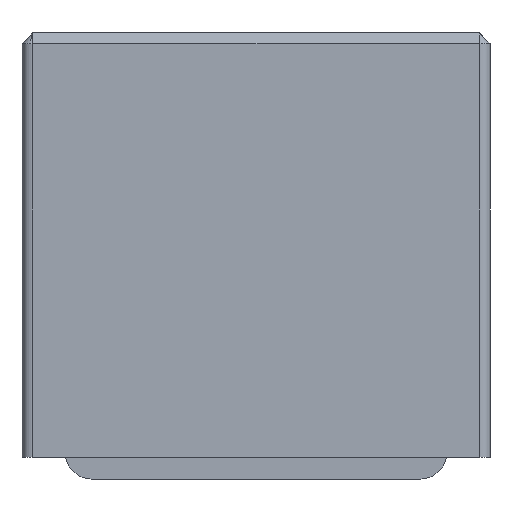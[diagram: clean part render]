
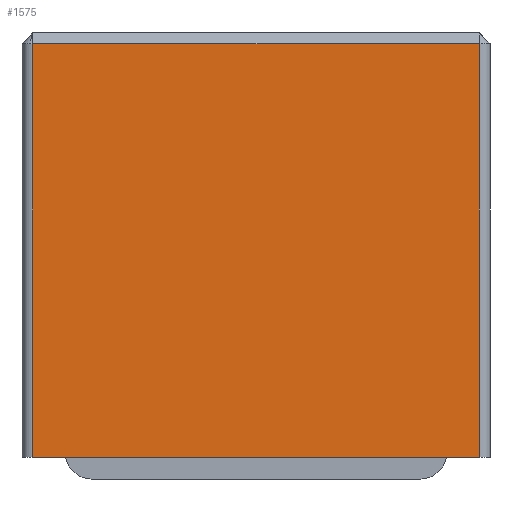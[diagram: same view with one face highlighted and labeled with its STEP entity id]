
A CAD part, left-side view. The second image highlights one B-rep face of the part: STEP entity #1575.
In plain terms, the highlighted face is planar.
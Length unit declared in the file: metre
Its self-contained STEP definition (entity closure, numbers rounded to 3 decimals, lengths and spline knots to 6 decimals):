
#85=PLANE('',#1659);
#117=LINE('',#2004,#224);
#183=LINE('',#2482,#290);
#184=LINE('',#2486,#291);
#198=LINE('',#2518,#305);
#224=VECTOR('',#1734,1.);
#290=VECTOR('',#1872,1.);
#291=VECTOR('',#1877,1.);
#305=VECTOR('',#1915,1.);
#537=ORIENTED_EDGE('',*,*,#721,.F.);
#538=ORIENTED_EDGE('',*,*,#632,.T.);
#539=ORIENTED_EDGE('',*,*,#723,.T.);
#540=ORIENTED_EDGE('',*,*,#740,.T.);
#632=EDGE_CURVE('',#768,#771,#117,.T.);
#721=EDGE_CURVE('',#768,#832,#183,.T.);
#723=EDGE_CURVE('',#771,#833,#184,.T.);
#740=EDGE_CURVE('',#833,#832,#198,.T.);
#768=VERTEX_POINT('',#1993);
#771=VERTEX_POINT('',#2003);
#832=VERTEX_POINT('',#2483);
#833=VERTEX_POINT('',#2487);
#926=EDGE_LOOP('',(#537,#538,#539,#540));
#1010=FACE_BOUND('',#926,.T.);
#1575=ADVANCED_FACE('',(#1010),#85,.F.);
#1659=AXIS2_PLACEMENT_3D('',#2517,#1913,#1914);
#1734=DIRECTION('',(1.,0.,0.));
#1872=DIRECTION('',(0.,0.,-1.));
#1877=DIRECTION('',(0.,0.,-1.));
#1913=DIRECTION('',(0.,-1.,0.));
#1914=DIRECTION('',(0.,0.,-1.));
#1915=DIRECTION('',(-1.,0.,0.));
#1993=CARTESIAN_POINT('',(-0.00205,0.00215,0.0038));
#2003=CARTESIAN_POINT('',(0.00205,0.00215,0.0038));
#2004=CARTESIAN_POINT('',(0.00205,0.00215,0.0038));
#2482=CARTESIAN_POINT('',(-0.00205,0.00215,0.0039));
#2483=CARTESIAN_POINT('',(-0.00205,0.00215,0.));
#2486=CARTESIAN_POINT('',(0.00205,0.00215,0.0039));
#2487=CARTESIAN_POINT('',(0.00205,0.00215,0.));
#2517=CARTESIAN_POINT('',(0.00215,0.00215,0.0039));
#2518=CARTESIAN_POINT('',(0.00215,0.00215,0.));
